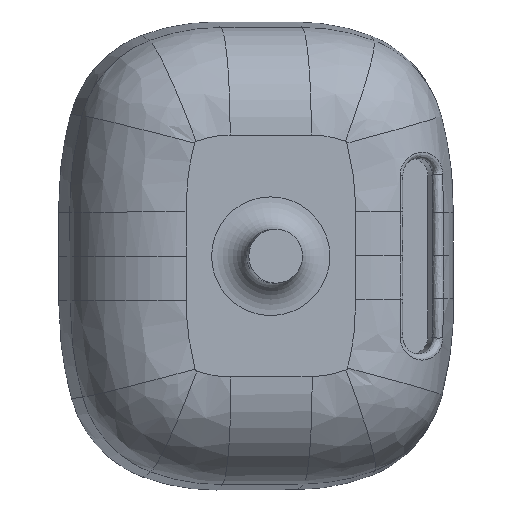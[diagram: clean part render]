
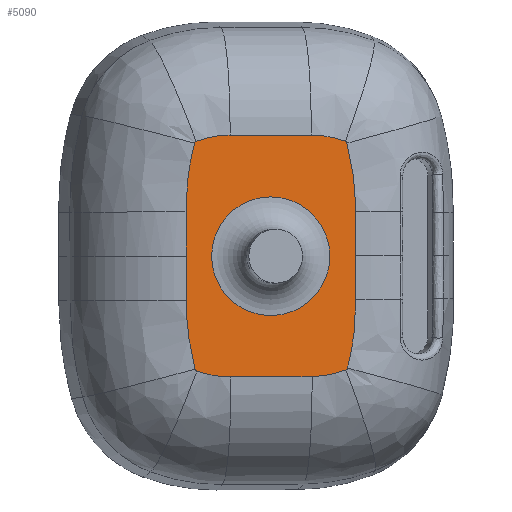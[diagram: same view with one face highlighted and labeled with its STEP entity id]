
A CAD part, front view. The second image highlights one B-rep face of the part: STEP entity #5090.
In plain terms, the highlighted planar face has unit normal (0.093, -0.996, 0).
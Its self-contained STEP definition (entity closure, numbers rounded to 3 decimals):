
#42=FACE_BOUND('',#1280,.T.);
#123=LINE('',#7821,#494);
#124=LINE('',#7822,#495);
#125=LINE('',#7828,#496);
#126=LINE('',#7836,#497);
#127=LINE('',#7838,#498);
#128=LINE('',#7846,#499);
#494=VECTOR('',#5959,10.);
#495=VECTOR('',#5960,10.);
#496=VECTOR('',#5965,10.);
#497=VECTOR('',#5972,10.);
#498=VECTOR('',#5973,10.);
#499=VECTOR('',#5980,10.);
#860=PLANE('',#5415);
#976=FACE_OUTER_BOUND('',#1279,.T.);
#1279=EDGE_LOOP('',(#3236,#3237,#3238,#3239,#3240,#3241,#3242,#3243,#3244,
#3245,#3246,#3247,#3248,#3249,#3250,#3251,#3252,#3253));
#1280=EDGE_LOOP('',(#3254));
#1589=CIRCLE('',#5412,5.5);
#1591=CIRCLE('',#5418,8.986);
#1592=CIRCLE('',#5419,8.986);
#1593=CIRCLE('',#5424,8.986);
#1594=CIRCLE('',#5425,8.986);
#1765=ELLIPSE('',#5405,23.683,23.537);
#1766=ELLIPSE('',#5416,23.683,23.537);
#1767=ELLIPSE('',#5417,0.253,0.209);
#1768=ELLIPSE('',#5420,0.253,0.209);
#1769=ELLIPSE('',#5421,23.683,23.537);
#1770=ELLIPSE('',#5422,23.683,23.537);
#1771=ELLIPSE('',#5423,0.253,0.209);
#1772=ELLIPSE('',#5426,0.253,0.209);
#1979=VERTEX_POINT('',#7790);
#1980=VERTEX_POINT('',#7792);
#1984=VERTEX_POINT('',#7811);
#1986=VERTEX_POINT('',#7817);
#1987=VERTEX_POINT('',#7818);
#1988=VERTEX_POINT('',#7820);
#1989=VERTEX_POINT('',#7823);
#1990=VERTEX_POINT('',#7825);
#1991=VERTEX_POINT('',#7827);
#1992=VERTEX_POINT('',#7829);
#1993=VERTEX_POINT('',#7831);
#1994=VERTEX_POINT('',#7833);
#1995=VERTEX_POINT('',#7835);
#1996=VERTEX_POINT('',#7837);
#1997=VERTEX_POINT('',#7839);
#1998=VERTEX_POINT('',#7841);
#1999=VERTEX_POINT('',#7843);
#2000=VERTEX_POINT('',#7845);
#2001=VERTEX_POINT('',#7847);
#2452=EDGE_CURVE('',#1979,#1980,#1765,.T.);
#2459=EDGE_CURVE('',#1984,#1984,#1589,.T.);
#2461=EDGE_CURVE('',#1986,#1987,#1766,.T.);
#2462=EDGE_CURVE('',#1988,#1986,#123,.T.);
#2463=EDGE_CURVE('',#1980,#1988,#124,.T.);
#2464=EDGE_CURVE('',#1989,#1979,#1767,.T.);
#2465=EDGE_CURVE('',#1990,#1989,#1591,.T.);
#2466=EDGE_CURVE('',#1991,#1990,#125,.T.);
#2467=EDGE_CURVE('',#1992,#1991,#1592,.T.);
#2468=EDGE_CURVE('',#1993,#1992,#1768,.T.);
#2469=EDGE_CURVE('',#1994,#1993,#1769,.T.);
#2470=EDGE_CURVE('',#1995,#1994,#126,.T.);
#2471=EDGE_CURVE('',#1996,#1995,#127,.T.);
#2472=EDGE_CURVE('',#1997,#1996,#1770,.T.);
#2473=EDGE_CURVE('',#1998,#1997,#1771,.T.);
#2474=EDGE_CURVE('',#1999,#1998,#1593,.T.);
#2475=EDGE_CURVE('',#2000,#1999,#128,.T.);
#2476=EDGE_CURVE('',#2001,#2000,#1594,.T.);
#2477=EDGE_CURVE('',#1987,#2001,#1772,.T.);
#3236=ORIENTED_EDGE('',*,*,#2461,.F.);
#3237=ORIENTED_EDGE('',*,*,#2462,.F.);
#3238=ORIENTED_EDGE('',*,*,#2463,.F.);
#3239=ORIENTED_EDGE('',*,*,#2452,.F.);
#3240=ORIENTED_EDGE('',*,*,#2464,.F.);
#3241=ORIENTED_EDGE('',*,*,#2465,.F.);
#3242=ORIENTED_EDGE('',*,*,#2466,.F.);
#3243=ORIENTED_EDGE('',*,*,#2467,.F.);
#3244=ORIENTED_EDGE('',*,*,#2468,.F.);
#3245=ORIENTED_EDGE('',*,*,#2469,.F.);
#3246=ORIENTED_EDGE('',*,*,#2470,.F.);
#3247=ORIENTED_EDGE('',*,*,#2471,.F.);
#3248=ORIENTED_EDGE('',*,*,#2472,.F.);
#3249=ORIENTED_EDGE('',*,*,#2473,.F.);
#3250=ORIENTED_EDGE('',*,*,#2474,.F.);
#3251=ORIENTED_EDGE('',*,*,#2475,.F.);
#3252=ORIENTED_EDGE('',*,*,#2476,.F.);
#3253=ORIENTED_EDGE('',*,*,#2477,.F.);
#3254=ORIENTED_EDGE('',*,*,#2459,.F.);
#5090=ADVANCED_FACE('',(#976,#42),#860,.T.);
#5405=AXIS2_PLACEMENT_3D('',#7793,#5933,#5934);
#5412=AXIS2_PLACEMENT_3D('',#7812,#5949,#5950);
#5415=AXIS2_PLACEMENT_3D('',#7816,#5955,#5956);
#5416=AXIS2_PLACEMENT_3D('',#7819,#5957,#5958);
#5417=AXIS2_PLACEMENT_3D('',#7824,#5961,#5962);
#5418=AXIS2_PLACEMENT_3D('',#7826,#5963,#5964);
#5419=AXIS2_PLACEMENT_3D('',#7830,#5966,#5967);
#5420=AXIS2_PLACEMENT_3D('',#7832,#5968,#5969);
#5421=AXIS2_PLACEMENT_3D('',#7834,#5970,#5971);
#5422=AXIS2_PLACEMENT_3D('',#7840,#5974,#5975);
#5423=AXIS2_PLACEMENT_3D('',#7842,#5976,#5977);
#5424=AXIS2_PLACEMENT_3D('',#7844,#5978,#5979);
#5425=AXIS2_PLACEMENT_3D('',#7848,#5981,#5982);
#5426=AXIS2_PLACEMENT_3D('',#7849,#5983,#5984);
#5933=DIRECTION('center_axis',(-0.093,0.996,0.));
#5934=DIRECTION('ref_axis',(0.006,0.001,1.));
#5949=DIRECTION('center_axis',(0.093,-0.996,0.));
#5950=DIRECTION('ref_axis',(-0.996,-0.093,0.));
#5955=DIRECTION('center_axis',(0.093,-0.996,0.));
#5956=DIRECTION('ref_axis',(0.,0.,-1.));
#5957=DIRECTION('center_axis',(-0.093,0.996,0.));
#5958=DIRECTION('ref_axis',(-0.012,-0.001,1.));
#5959=DIRECTION('',(0.012,0.001,-1.));
#5960=DIRECTION('',(-0.006,-0.001,-1.));
#5961=DIRECTION('center_axis',(-0.093,0.996,0.));
#5962=DIRECTION('ref_axis',(-0.164,-0.015,0.986));
#5963=DIRECTION('center_axis',(-0.093,0.996,0.));
#5964=DIRECTION('ref_axis',(0.178,0.017,0.984));
#5965=DIRECTION('',(0.996,0.093,0.));
#5966=DIRECTION('center_axis',(-0.093,0.996,0.));
#5967=DIRECTION('ref_axis',(-0.178,-0.017,0.984));
#5968=DIRECTION('center_axis',(-0.093,0.996,0.));
#5969=DIRECTION('ref_axis',(0.164,0.015,0.986));
#5970=DIRECTION('center_axis',(-0.093,0.996,0.));
#5971=DIRECTION('ref_axis',(-0.006,-0.001,
1.));
#5972=DIRECTION('',(-0.006,-0.001,1.));
#5973=DIRECTION('',(0.,0.,1.));
#5974=DIRECTION('center_axis',(-0.093,0.996,0.));
#5975=DIRECTION('ref_axis',(0.,0.,1.));
#5976=DIRECTION('center_axis',(-0.093,0.996,0.));
#5977=DIRECTION('ref_axis',(-0.17,-0.016,0.985));
#5978=DIRECTION('center_axis',(-0.093,0.996,0.));
#5979=DIRECTION('ref_axis',(-0.172,-0.016,-0.985));
#5980=DIRECTION('',(-0.996,-0.093,-0.006));
#5981=DIRECTION('center_axis',(-0.093,0.996,0.));
#5982=DIRECTION('ref_axis',(0.184,0.017,-0.983));
#5983=DIRECTION('center_axis',(-0.093,0.996,0.));
#5984=DIRECTION('ref_axis',(0.158,0.015,0.987));
#7790=CARTESIAN_POINT('',(-81.284,-21.002,-12.077));
#7792=CARTESIAN_POINT('',(-80.495,-20.929,-18.408));
#7793=CARTESIAN_POINT('Origin',(-103.929,-23.111,-18.175));
#7811=CARTESIAN_POINT('',(-82.865,-21.149,-22.547));
#7812=CARTESIAN_POINT('Origin',(-88.341,-21.659,-22.547));
#7816=CARTESIAN_POINT('Origin',(-88.335,-21.659,-22.518));
#7817=CARTESIAN_POINT('',(-80.471,-20.926,-26.582));
#7818=CARTESIAN_POINT('',(-81.222,-20.996,-32.917));
#7819=CARTESIAN_POINT('Origin',(-103.903,-23.108,-26.954));
#7820=CARTESIAN_POINT('',(-80.52,-20.931,-22.495));
#7821=CARTESIAN_POINT('',(-80.519,-20.931,-22.506));
#7822=CARTESIAN_POINT('',(-80.508,-20.93,-20.495));
#7823=CARTESIAN_POINT('',(-81.432,-21.016,-11.899));
#7824=CARTESIAN_POINT('Origin',(-81.483,-21.021,-12.139));
#7825=CARTESIAN_POINT('',(-84.579,-21.309,-11.325));
#7826=CARTESIAN_POINT('Origin',(-84.579,-21.309,-20.311));
#7827=CARTESIAN_POINT('',(-92.103,-22.01,-11.325));
#7828=CARTESIAN_POINT('',(-88.338,-21.659,-11.325));
#7829=CARTESIAN_POINT('',(-95.25,-22.302,-11.899));
#7830=CARTESIAN_POINT('Origin',(-92.103,-22.01,-20.311));
#7831=CARTESIAN_POINT('',(-95.398,-22.316,-12.077));
#7832=CARTESIAN_POINT('Origin',(-95.199,-22.298,-12.139));
#7833=CARTESIAN_POINT('',(-96.187,-22.39,-18.408));
#7834=CARTESIAN_POINT('Origin',(-72.753,-20.208,-18.175));
#7835=CARTESIAN_POINT('',(-96.162,-22.387,-22.542));
#7836=CARTESIAN_POINT('',(-96.162,-22.387,-22.538));
#7837=CARTESIAN_POINT('',(-96.162,-22.387,-26.675));
#7838=CARTESIAN_POINT('',(-96.162,-22.387,-24.588));
#7839=CARTESIAN_POINT('',(-95.336,-22.311,-33.001));
#7840=CARTESIAN_POINT('Origin',(-72.727,-20.205,-26.768));
#7841=CARTESIAN_POINT('',(-95.187,-22.297,-33.178));
#7842=CARTESIAN_POINT('Origin',(-95.137,-22.292,-32.938));
#7843=CARTESIAN_POINT('',(-92.037,-22.003,-33.733));
#7844=CARTESIAN_POINT('Origin',(-92.09,-22.008,-24.748));
#7845=CARTESIAN_POINT('',(-84.513,-21.303,-33.688));
#7846=CARTESIAN_POINT('',(-88.272,-21.653,-33.711));
#7847=CARTESIAN_POINT('',(-81.369,-21.01,-33.095));
#7848=CARTESIAN_POINT('Origin',(-84.566,-21.308,-24.703));
#7849=CARTESIAN_POINT('Origin',(-81.422,-21.015,-32.856));
